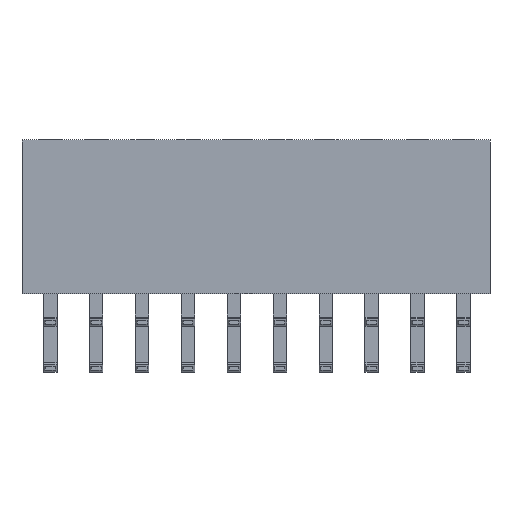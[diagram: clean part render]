
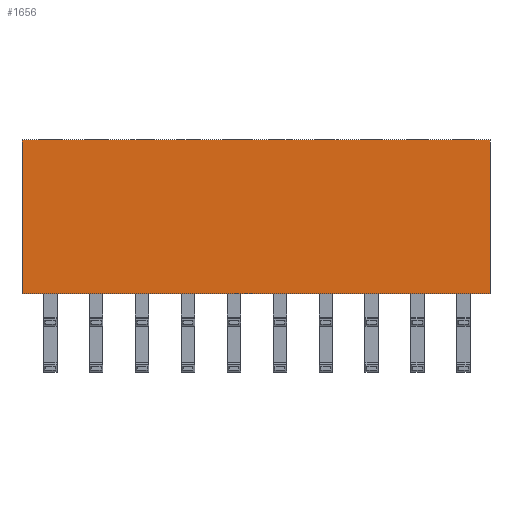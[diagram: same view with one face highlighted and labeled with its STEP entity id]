
A CAD part, front view. The second image highlights one B-rep face of the part: STEP entity #1656.
In plain terms, the highlighted planar face has unit normal (0, -1, 0).
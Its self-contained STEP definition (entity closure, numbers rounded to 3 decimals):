
#1656=ADVANCED_FACE('',(#3904),#3905,.F.);
#3904=FACE_OUTER_BOUND('',#6930,.T.);
#3905=PLANE('',#6931);
#6930=EDGE_LOOP('',(#11418,#11419,#11420,#11421));
#6931=AXIS2_PLACEMENT_3D('',#11422,#11423,#11424);
#11418=ORIENTED_EDGE('',*,*,#19533,.F.);
#11419=ORIENTED_EDGE('',*,*,#19534,.F.);
#11420=ORIENTED_EDGE('',*,*,#18216,.F.);
#11421=ORIENTED_EDGE('',*,*,#19535,.F.);
#11422=CARTESIAN_POINT('',(0.0,-2.54,0.0));
#11423=DIRECTION('',(0.0,1.0,0.0));
#11424=DIRECTION('',(1.0,0.0,-0.0));
#18216=EDGE_CURVE('',#21754,#21756,#21757,.T.);
#19533=EDGE_CURVE('',#23989,#23990,#23991,.T.);
#19534=EDGE_CURVE('',#21756,#23989,#23992,.T.);
#19535=EDGE_CURVE('',#23990,#21754,#23993,.T.);
#21754=VERTEX_POINT('',#26946);
#21756=VERTEX_POINT('',#26949);
#21757=LINE('',#26950,#26951);
#23989=VERTEX_POINT('',#30316);
#23990=VERTEX_POINT('',#30317);
#23991=LINE('',#30318,#30319);
#23992=LINE('',#30320,#30321);
#23993=LINE('',#30322,#30323);
#26946=CARTESIAN_POINT('',(12.95,-2.54,4.25));
#26949=CARTESIAN_POINT('',(12.95,-2.54,-4.25));
#26950=CARTESIAN_POINT('',(12.95,-2.54,4.25));
#26951=VECTOR('',#34793,1000.0);
#30316=CARTESIAN_POINT('',(-12.95,-2.54,-4.25));
#30317=CARTESIAN_POINT('',(-12.95,-2.54,4.25));
#30318=CARTESIAN_POINT('',(-12.95,-2.54,-4.25));
#30319=VECTOR('',#35938,1000.0);
#30320=CARTESIAN_POINT('',(12.95,-2.54,-4.25));
#30321=VECTOR('',#35939,1000.0);
#30322=CARTESIAN_POINT('',(-12.95,-2.54,4.25));
#30323=VECTOR('',#35940,1000.0);
#34793=DIRECTION('',(0.0,0.0,-1.0));
#35938=DIRECTION('',(0.0,0.0,1.0));
#35939=DIRECTION('',(-1.0,0.0,0.0));
#35940=DIRECTION('',(1.0,0.0,0.0));
